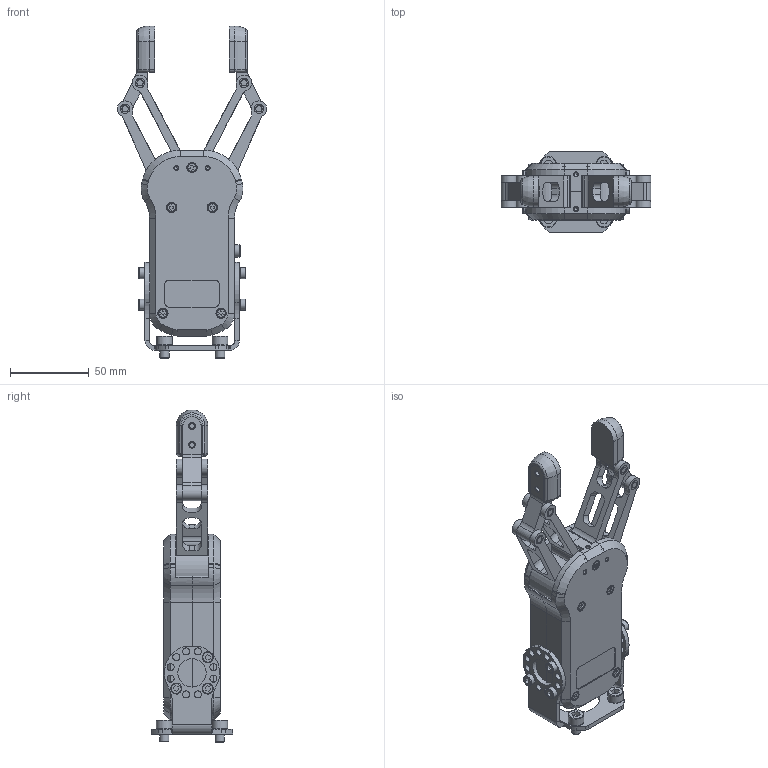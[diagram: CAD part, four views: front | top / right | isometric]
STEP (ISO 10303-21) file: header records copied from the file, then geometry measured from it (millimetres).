
FILE_DESCRIPTION(/* description */ ('STEP AP214'),/* implementation_level */ '2;1');
FILE_NAME(/* name */ 'rg2_gripper.stp',/* time_stamp */ '2020-07-03T18:32:54+01:00',/* author */ ('romanp'),/* organization */ (''),/* preprocessor_version */ 'ST-DEVELOPER v17',/* originating_system */ 'Autodesk Inventor 2019',/* authorisation */ '');
FILE_SCHEMA (('AUTOMOTIVE_DESIGN { 1 0 10303 214 3 1 1 }'));
Length unit declared in the file: millimetre
Products named in the file (14): RG2 Gripper 3DModel; RG2 Kabinet Top r06_Mockup; RG2 Kabinet Bund r06_Mockup; tool connector RSMEDG8 Male_mockup; RG2 finger tip r01_muckup1; RG2 Truss arm r03_mockup1; RG2 moment arm r02_mockup1; Light guide Ø1,63 Farnell 1867012; RG2 Flex Finger r04_Mockup; M3x6 undersænket BN 3803 art3061682; RG2 gripper coupling assembly; RG2 gripper coupling r03; M4x8 BN272 art 1000179; M6x8 BN272 art 1000578
Assembly tree (29 placements, depth 3):
  RG2 Gripper 3DModel
    RG2 Kabinet Top r06_Mockup
    RG2 finger tip r01_muckup1  x2
    RG2 Flex Finger r04_Mockup  x2
    RG2 Kabinet Bund r06_Mockup
    RG2 moment arm r02_mockup1  x2
    RG2 Truss arm r03_mockup1  x2
    tool connector RSMEDG8 Male_mockup
    Light guide Ø1,63 Farnell 1867012
    M3x6 undersænket BN 3803 art3061682  x5
    RG2 gripper coupling assembly
      RG2 gripper coupling r03
      M4x8 BN272 art 1000179  x6
      M6x8 BN272 art 1000578  x4
Bounding box: 95.19 x 52 x 211.38 mm (x, y, z)
Volume: 257846.7 mm3; surface area: 84336.3 mm2
Topology: 36 solids, 36 shells, 895 faces, 2464 edges, 1701 vertices
Faces by surface type: plane 392, cylinder 355, cone 81, torus 57, bspline 10
Full cylindrical faces by diameter (mm): 0.84 x1, 1.63 x1, 1.65 x1, 2.5 x12, 3 x5, 3.3 x10, 4 x26, 4.5 x24, 5 x1, 5.5 x5, 5.8 x2, 6 x24, 6.4 x4, 6.5 x2, 6.6 x1, 7 x8, 8 x1, 8.2 x12, 10 x4, 18 x2, 20 x4, 30 x1
Entity records: 19223 total; most frequent: CARTESIAN_POINT 3714, DIRECTION 3392, ORIENTED_EDGE 2972, EDGE_CURVE 1486, AXIS2_PLACEMENT_3D 1366, VERTEX_POINT 1035, CIRCLE 790, EDGE_LOOP 667
